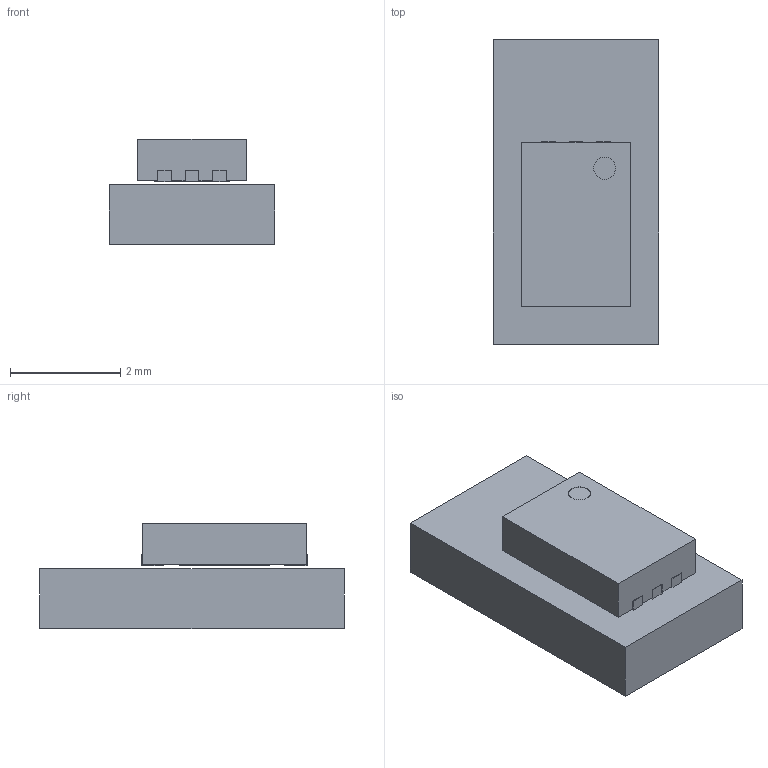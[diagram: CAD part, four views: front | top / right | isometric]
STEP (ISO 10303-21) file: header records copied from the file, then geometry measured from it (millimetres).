
FILE_DESCRIPTION(('KiCad electronic assembly'),'2;1');
FILE_NAME('STS1_EPS_DT_FIX_2.step','2025-04-07T21:10:11',('Pcbnew'),( 'Kicad'),'Open CASCADE STEP processor 7.8','KiCad to STEP converter' ,'Unknown');
FILE_SCHEMA(('AUTOMOTIVE_DESIGN { 1 0 10303 214 1 1 1 1 }'));
Length unit declared in the file: millimetre
Products named in the file (4): STS1_EPS_DT_FIX_2 1; DFN-6-1EP_3x2mm_Pitch0.5mm; DFN_6_1EP_3x2mm_Pitch05mm; STS1_EPS_DT_FIX_2_PCB
Assembly tree (3 placements, depth 3):
  STS1_EPS_DT_FIX_2 1
    DFN-6-1EP_3x2mm_Pitch0.5mm
      DFN_6_1EP_3x2mm_Pitch05mm
    STS1_EPS_DT_FIX_2_PCB
Bounding box: 3 x 5.53 x 1.91 mm (x, y, z)
Volume: 22.6 mm3; surface area: 71.3 mm2
Topology: 2 solids, 2 shells, 56 faces, 150 edges, 100 vertices
Faces by surface type: plane 49, cylinder 7
Full cylindrical faces by diameter (mm): 0.4 x1
Entity records: 2153 total; most frequent: CARTESIAN_POINT 310, ORIENTED_EDGE 300, DIRECTION 284, EDGE_CURVE 150, LINE 136, VECTOR 136, VERTEX_POINT 100, AXIS2_PLACEMENT_3D 74
